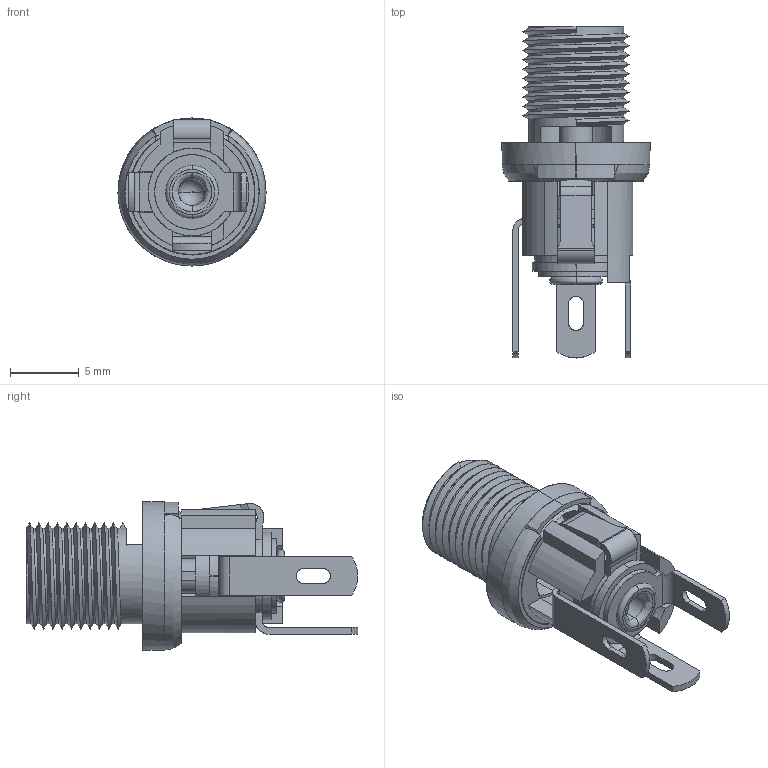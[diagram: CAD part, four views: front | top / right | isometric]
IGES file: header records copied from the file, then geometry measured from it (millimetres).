
Start section: SolidWorks IGES file using analytic representation for surfaces
Global section: file name: KLDPLX-0202-B-LB.IGS; native system: SolidWorks 2020; preprocessor: SolidWorks 2020; author: Dan; date: 201110.093927; units: millimetre
Bounding box: 10.8 x 24.2 x 10.8 mm (x, y, z)
Surface area: 1856 mm2 (no closed solid volume)
Topology: 0 solids, 0 shells, 196 faces, 3157 edges, 3153 vertices
Faces by surface type: revolution 102, bspline 94
